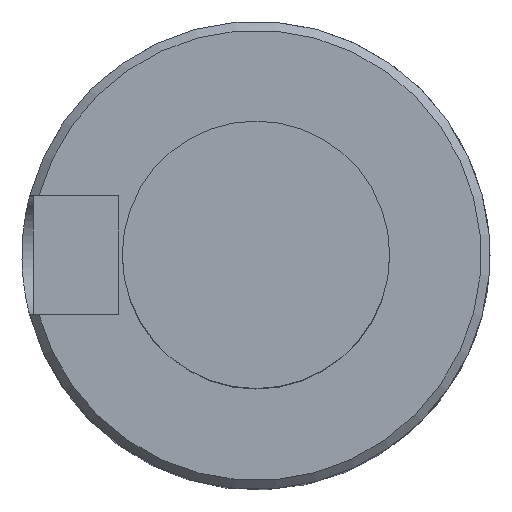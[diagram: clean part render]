
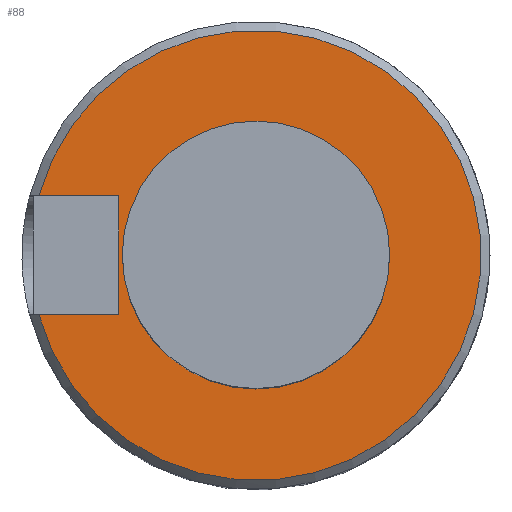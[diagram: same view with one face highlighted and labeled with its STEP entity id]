
A CAD part, top view. The second image highlights one B-rep face of the part: STEP entity #88.
In plain terms, the highlighted planar face has unit normal (0, 0, 1).
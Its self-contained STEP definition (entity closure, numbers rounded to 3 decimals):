
#46=FACE_BOUND('',#136,.T.);
#47=FACE_BOUND('',#137,.T.);
#88=ADVANCED_FACE('',(#46,#47),#106,.F.);
#106=PLANE('',#388);
#136=EDGE_LOOP('',(#196));
#137=EDGE_LOOP('',(#197,#198,#199,#200));
#156=CIRCLE('',#381,18.);
#159=CIRCLE('',#387,30.3);
#196=ORIENTED_EDGE('',*,*,#275,.T.);
#197=ORIENTED_EDGE('',*,*,#278,.T.);
#198=ORIENTED_EDGE('',*,*,#279,.F.);
#199=ORIENTED_EDGE('',*,*,#280,.T.);
#200=ORIENTED_EDGE('',*,*,#281,.T.);
#245=VERTEX_POINT('',#537);
#248=VERTEX_POINT('',#546);
#249=VERTEX_POINT('',#547);
#250=VERTEX_POINT('',#549);
#251=VERTEX_POINT('',#551);
#275=EDGE_CURVE('',#245,#245,#156,.T.);
#278=EDGE_CURVE('',#248,#249,#159,.T.);
#279=EDGE_CURVE('',#250,#249,#307,.T.);
#280=EDGE_CURVE('',#250,#251,#308,.T.);
#281=EDGE_CURVE('',#251,#248,#309,.T.);
#307=LINE('',#548,#326);
#308=LINE('',#550,#327);
#309=LINE('',#552,#328);
#326=VECTOR('',#457,1.);
#327=VECTOR('',#458,1.);
#328=VECTOR('',#459,1.);
#381=AXIS2_PLACEMENT_3D('',#536,#443,#444);
#387=AXIS2_PLACEMENT_3D('',#545,#455,#456);
#388=AXIS2_PLACEMENT_3D('',#553,#460,#461);
#443=DIRECTION('',(0.,0.,-1.));
#444=DIRECTION('',(0.,1.,0.));
#455=DIRECTION('',(0.,0.,1.));
#456=DIRECTION('',(-0.959,-0.284,0.));
#457=DIRECTION('',(-1.,0.,0.));
#458=DIRECTION('',(0.,-1.,0.));
#459=DIRECTION('',(-1.,0.,0.));
#460=DIRECTION('',(0.,0.,-1.));
#461=DIRECTION('',(-1.,0.,0.));
#536=CARTESIAN_POINT('',(0.,0.,0.));
#537=CARTESIAN_POINT('',(0.,18.,0.));
#545=CARTESIAN_POINT('',(0.,0.,0.));
#546=CARTESIAN_POINT('',(-29.222,-8.01,0.));
#547=CARTESIAN_POINT('',(-29.222,8.01,0.));
#548=CARTESIAN_POINT('',(0.,8.01,0.));
#549=CARTESIAN_POINT('',(-18.5,8.01,0.));
#550=CARTESIAN_POINT('',(-18.5,0.,0.));
#551=CARTESIAN_POINT('',(-18.5,-8.01,0.));
#552=CARTESIAN_POINT('',(-18.5,-8.01,0.));
#553=CARTESIAN_POINT('',(0.,0.,0.));
